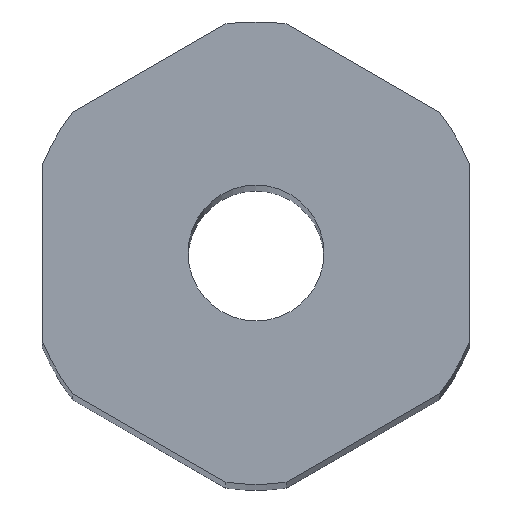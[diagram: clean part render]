
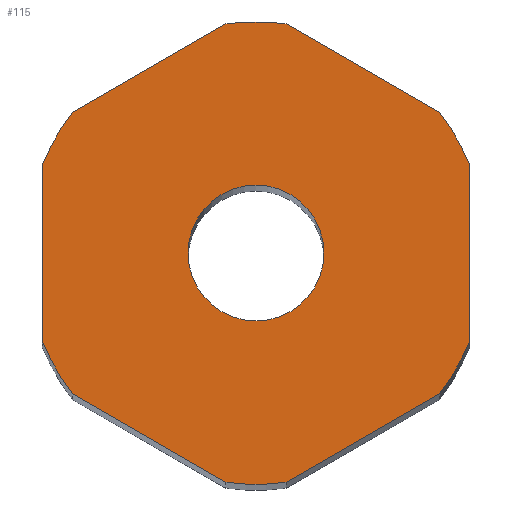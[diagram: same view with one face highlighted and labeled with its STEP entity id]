
A CAD part, top view. The second image highlights one B-rep face of the part: STEP entity #115.
In plain terms, the highlighted planar face has unit normal (0, 0, 1).
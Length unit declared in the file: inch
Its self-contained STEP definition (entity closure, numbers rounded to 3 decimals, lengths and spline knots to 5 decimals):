
#2 = EDGE_CURVE ( 'NONE', #366, #434, #450, .T. ) ;
#5 = CARTESIAN_POINT ( 'NONE',  ( 0., 0., 2. ) ) ;
#6 = CARTESIAN_POINT ( 'NONE',  ( 0.03509, 0.26819, 2. ) ) ;
#13 = FACE_BOUND ( 'NONE', #578, .T. ) ;
#24 = VERTEX_POINT ( 'NONE', #413 ) ;
#33 = ORIENTED_EDGE ( 'NONE', *, *, #451, .T. ) ;
#35 = DIRECTION ( 'NONE',  ( -0.866, 0.5, 0. ) ) ;
#43 = EDGE_CURVE ( 'NONE', #438, #61, #455, .T. ) ;
#44 = CARTESIAN_POINT ( 'NONE',  ( -0.03509, -0.26819, 2. ) ) ;
#47 = CARTESIAN_POINT ( 'NONE',  ( 0., 0., 2. ) ) ;
#48 = CARTESIAN_POINT ( 'NONE',  ( -0.1249, -0.21634, 2. ) ) ;
#54 = ORIENTED_EDGE ( 'NONE', *, *, #2, .T. ) ;
#58 = CIRCLE ( 'NONE', #243, 0.0795 ) ;
#59 = CIRCLE ( 'NONE', #129, 0.27047 ) ;
#61 = VERTEX_POINT ( 'NONE', #86 ) ;
#66 = DIRECTION ( 'NONE',  ( 1., 0., 0. ) ) ;
#70 = AXIS2_PLACEMENT_3D ( 'NONE', #5, #553, #355 ) ;
#71 = VERTEX_POINT ( 'NONE', #6 ) ;
#74 = VERTEX_POINT ( 'NONE', #270 ) ;
#82 = CIRCLE ( 'NONE', #399, 0.27047 ) ;
#84 = LINE ( 'NONE', #577, #371 ) ;
#86 = CARTESIAN_POINT ( 'NONE',  ( -0.21471, 0.16449, 2. ) ) ;
#87 = DIRECTION ( 'NONE',  ( 0., 0., 1. ) ) ;
#94 = DIRECTION ( 'NONE',  ( 0., 0., 1. ) ) ;
#100 = FACE_OUTER_BOUND ( 'NONE', #300, .T. ) ;
#113 = VERTEX_POINT ( 'NONE', #423 ) ;
#115 = ADVANCED_FACE ( 'NONE', ( #13, #100 ), #199, .T. ) ;
#117 = CIRCLE ( 'NONE', #167, 0.27047 ) ;
#118 = ORIENTED_EDGE ( 'NONE', *, *, #500, .T. ) ;
#124 = VERTEX_POINT ( 'NONE', #555 ) ;
#129 = AXIS2_PLACEMENT_3D ( 'NONE', #133, #271, #449 ) ;
#130 = CARTESIAN_POINT ( 'NONE',  ( 0.2498, 0., 2. ) ) ;
#133 = CARTESIAN_POINT ( 'NONE',  ( 0., 0., 2. ) ) ;
#141 = DIRECTION ( 'NONE',  ( 1., 0., 0. ) ) ;
#144 = CARTESIAN_POINT ( 'NONE',  ( 0.0795, 0., 2. ) ) ;
#148 = VERTEX_POINT ( 'NONE', #415 ) ;
#164 = ORIENTED_EDGE ( 'NONE', *, *, #422, .T. ) ;
#167 = AXIS2_PLACEMENT_3D ( 'NONE', #321, #87, #454 ) ;
#169 = EDGE_CURVE ( 'NONE', #74, #113, #418, .T. ) ;
#178 = VECTOR ( 'NONE', #357, 39.37008 ) ;
#179 = CARTESIAN_POINT ( 'NONE',  ( -0.2498, 0., 2. ) ) ;
#182 = EDGE_CURVE ( 'NONE', #237, #404, #58, .T. ) ;
#183 = DIRECTION ( 'NONE',  ( 0., 0., 1. ) ) ;
#188 = AXIS2_PLACEMENT_3D ( 'NONE', #317, #94, #232 ) ;
#199 = PLANE ( 'NONE',  #467 ) ;
#211 = CARTESIAN_POINT ( 'NONE',  ( -0.0795, 0., 2. ) ) ;
#232 = DIRECTION ( 'NONE',  ( 1., 0., 0. ) ) ;
#237 = VERTEX_POINT ( 'NONE', #144 ) ;
#243 = AXIS2_PLACEMENT_3D ( 'NONE', #244, #294, #517 ) ;
#244 = CARTESIAN_POINT ( 'NONE',  ( 0., 0., 2. ) ) ;
#261 = VECTOR ( 'NONE', #361, 39.37008 ) ;
#268 = DIRECTION ( 'NONE',  ( 0., 0., 1. ) ) ;
#270 = CARTESIAN_POINT ( 'NONE',  ( 0.03509, -0.26819, 2. ) ) ;
#271 = DIRECTION ( 'NONE',  ( 0., 0., 1. ) ) ;
#280 = VECTOR ( 'NONE', #286, 39.37008 ) ;
#286 = DIRECTION ( 'NONE',  ( 0.866, 0.5, 0. ) ) ;
#289 = CIRCLE ( 'NONE', #548, 0.27047 ) ;
#294 = DIRECTION ( 'NONE',  ( 0., 0., 1. ) ) ;
#300 = EDGE_LOOP ( 'NONE', ( #118, #580, #519, #164, #309, #384, #364, #33, #54, #587, #352, #398 ) ) ;
#309 = ORIENTED_EDGE ( 'NONE', *, *, #43, .T. ) ;
#317 = CARTESIAN_POINT ( 'NONE',  ( 0., 0., 2. ) ) ;
#321 = CARTESIAN_POINT ( 'NONE',  ( 0., 0., 2. ) ) ;
#323 = DIRECTION ( 'NONE',  ( 0.866, -0.5, 0. ) ) ;
#327 = AXIS2_PLACEMENT_3D ( 'NONE', #582, #268, #498 ) ;
#330 = DIRECTION ( 'NONE',  ( 0., 0., 1. ) ) ;
#333 = CARTESIAN_POINT ( 'NONE',  ( 0.1249, -0.21634, 2. ) ) ;
#336 = CIRCLE ( 'NONE', #327, 0.0795 ) ;
#341 = ORIENTED_EDGE ( 'NONE', *, *, #182, .F. ) ;
#352 = ORIENTED_EDGE ( 'NONE', *, *, #169, .T. ) ;
#355 = DIRECTION ( 'NONE',  ( 1., 0., 0. ) ) ;
#357 = DIRECTION ( 'NONE',  ( 0., 1., 0. ) ) ;
#359 = DIRECTION ( 'NONE',  ( 1., 0., 0. ) ) ;
#361 = DIRECTION ( 'NONE',  ( -0.866, -0.5, 0. ) ) ;
#362 = CARTESIAN_POINT ( 'NONE',  ( 0.21471, 0.16449, 2. ) ) ;
#364 = ORIENTED_EDGE ( 'NONE', *, *, #551, .T. ) ;
#365 = LINE ( 'NONE', #130, #178 ) ;
#366 = VERTEX_POINT ( 'NONE', #525 ) ;
#371 = VECTOR ( 'NONE', #35, 39.37008 ) ;
#381 = VECTOR ( 'NONE', #543, 39.37008 ) ;
#384 = ORIENTED_EDGE ( 'NONE', *, *, #558, .T. ) ;
#395 = EDGE_CURVE ( 'NONE', #421, #71, #84, .T. ) ;
#398 = ORIENTED_EDGE ( 'NONE', *, *, #488, .T. ) ;
#399 = AXIS2_PLACEMENT_3D ( 'NONE', #403, #589, #359 ) ;
#403 = CARTESIAN_POINT ( 'NONE',  ( 0., 0., 2. ) ) ;
#404 = VERTEX_POINT ( 'NONE', #211 ) ;
#406 = CARTESIAN_POINT ( 'NONE',  ( -0.03509, 0.26819, 2. ) ) ;
#413 = CARTESIAN_POINT ( 'NONE',  ( -0.2498, 0.1037, 2. ) ) ;
#415 = CARTESIAN_POINT ( 'NONE',  ( -0.2498, -0.1037, 2. ) ) ;
#416 = VERTEX_POINT ( 'NONE', #446 ) ;
#418 = LINE ( 'NONE', #333, #280 ) ;
#421 = VERTEX_POINT ( 'NONE', #362 ) ;
#422 = EDGE_CURVE ( 'NONE', #71, #438, #289, .T. ) ;
#423 = CARTESIAN_POINT ( 'NONE',  ( 0.21471, -0.16449, 2. ) ) ;
#434 = VERTEX_POINT ( 'NONE', #44 ) ;
#438 = VERTEX_POINT ( 'NONE', #406 ) ;
#440 = ORIENTED_EDGE ( 'NONE', *, *, #442, .F. ) ;
#441 = VECTOR ( 'NONE', #323, 39.37008 ) ;
#442 = EDGE_CURVE ( 'NONE', #404, #237, #336, .T. ) ;
#446 = CARTESIAN_POINT ( 'NONE',  ( 0.2498, 0.1037, 2. ) ) ;
#448 = CIRCLE ( 'NONE', #188, 0.27047 ) ;
#449 = DIRECTION ( 'NONE',  ( 1., 0., 0. ) ) ;
#450 = LINE ( 'NONE', #48, #441 ) ;
#451 = EDGE_CURVE ( 'NONE', #148, #366, #117, .T. ) ;
#454 = DIRECTION ( 'NONE',  ( 1., 0., 0. ) ) ;
#455 = LINE ( 'NONE', #590, #261 ) ;
#465 = EDGE_CURVE ( 'NONE', #416, #421, #448, .T. ) ;
#467 = AXIS2_PLACEMENT_3D ( 'NONE', #474, #330, #66 ) ;
#474 = CARTESIAN_POINT ( 'NONE',  ( 0., 0., 2. ) ) ;
#488 = EDGE_CURVE ( 'NONE', #113, #124, #531, .T. ) ;
#498 = DIRECTION ( 'NONE',  ( 1., 0., 0. ) ) ;
#500 = EDGE_CURVE ( 'NONE', #124, #416, #365, .T. ) ;
#517 = DIRECTION ( 'NONE',  ( 1., 0., 0. ) ) ;
#519 = ORIENTED_EDGE ( 'NONE', *, *, #395, .T. ) ;
#525 = CARTESIAN_POINT ( 'NONE',  ( -0.21471, -0.16449, 2. ) ) ;
#531 = CIRCLE ( 'NONE', #70, 0.27047 ) ;
#543 = DIRECTION ( 'NONE',  ( 0., -1., 0. ) ) ;
#548 = AXIS2_PLACEMENT_3D ( 'NONE', #47, #183, #141 ) ;
#551 = EDGE_CURVE ( 'NONE', #24, #148, #586, .T. ) ;
#553 = DIRECTION ( 'NONE',  ( 0., 0., 1. ) ) ;
#555 = CARTESIAN_POINT ( 'NONE',  ( 0.2498, -0.1037, 2. ) ) ;
#558 = EDGE_CURVE ( 'NONE', #61, #24, #59, .T. ) ;
#566 = EDGE_CURVE ( 'NONE', #434, #74, #82, .T. ) ;
#577 = CARTESIAN_POINT ( 'NONE',  ( 0.1249, 0.21634, 2. ) ) ;
#578 = EDGE_LOOP ( 'NONE', ( #440, #341 ) ) ;
#580 = ORIENTED_EDGE ( 'NONE', *, *, #465, .T. ) ;
#582 = CARTESIAN_POINT ( 'NONE',  ( 0., 0., 2. ) ) ;
#586 = LINE ( 'NONE', #179, #381 ) ;
#587 = ORIENTED_EDGE ( 'NONE', *, *, #566, .T. ) ;
#589 = DIRECTION ( 'NONE',  ( 0., 0., 1. ) ) ;
#590 = CARTESIAN_POINT ( 'NONE',  ( -0.1249, 0.21634, 2. ) ) ;
